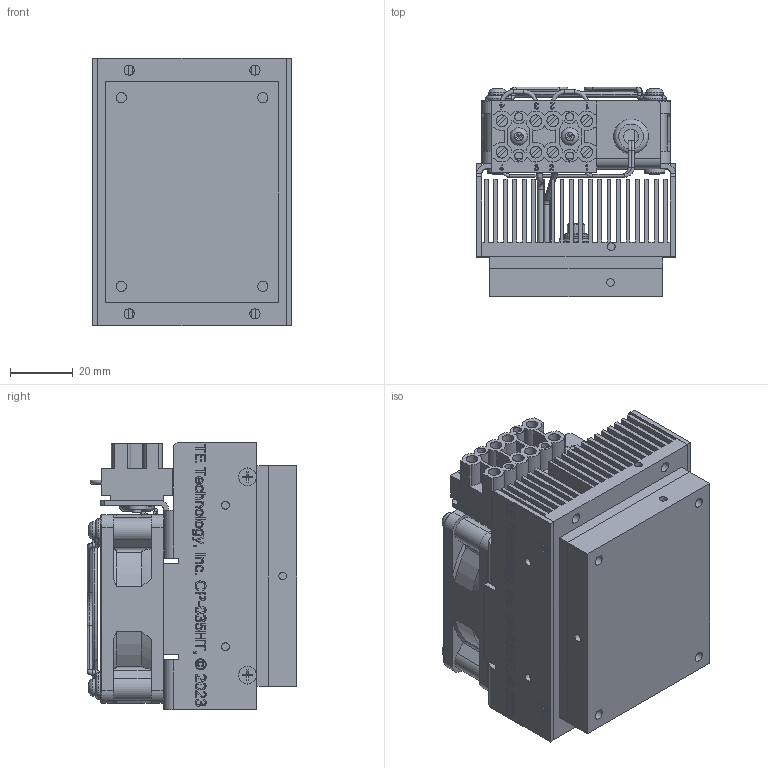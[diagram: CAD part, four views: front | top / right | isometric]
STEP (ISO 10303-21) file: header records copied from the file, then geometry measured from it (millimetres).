
FILE_DESCRIPTION(/* description */ ('Alibre Inc.'),/* implementation_level */ '2;1');
FILE_NAME(/* name */ 'export-B83D6C08-9812-4EF5-A757-46A0DDF31B26',/* time_stamp */ '2023-12-18T08:59:22-05:00',/* author */ (''),/* organization */ (''),/* preprocessor_version */ 'ST-DEVELOPER v17',/* originating_system */ 'Alibre',/* authorisation */ '');
FILE_SCHEMA (('AUTOMOTIVE_DESIGN'));
Length unit declared in the file: millimetre
Products named in the file (35): PRODUCT_ID_1; 6020GA RIBBED; SC60-W2_assy
Bounding box: 63.23 x 66.69 x 85 mm (x, y, z)
Volume: 161925.1 mm3; surface area: 147926.8 mm2
Topology: 82 solids, 82 shells, 2349 faces, 5772 edges, 3690 vertices
Faces by surface type: plane 1175, bspline 578, cylinder 350, torus 129, cone 117
Full cylindrical faces by diameter (mm): 0.486 x2, 0.764 x4, 0.786 x1, 0.991 x14, 1.27 x6, 1.524 x2, 1.778 x6, 2.459 x15, 2.997 x6, 3 x6, 3.242 x8, 3.5 x4, 3.556 x2, 3.8 x2, 4.166 x4, 4.216 x4, 4.22 x6, 4.5 x1, 4.75 x1, 5.334 x2, 5.5 x2, 5.588 x6, 6.4 x2, 7.9 x1, 7.925 x1, 9.525 x2, 10.312 x4, 11.1 x4
Entity records: 54916 total; most frequent: CARTESIAN_POINT 16967, ORIENTED_EDGE 8850, DIRECTION 5095, EDGE_CURVE 4425, VERTEX_POINT 2945, EDGE_LOOP 2072, FACE_BOUND 2072, VECTOR 1955
